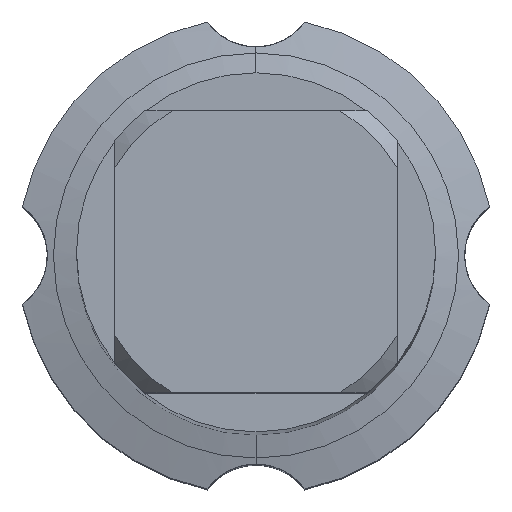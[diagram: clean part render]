
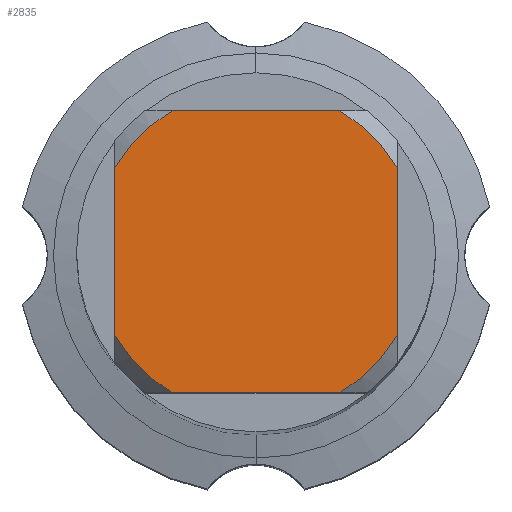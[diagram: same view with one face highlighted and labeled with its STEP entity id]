
A CAD part, top view. The second image highlights one B-rep face of the part: STEP entity #2835.
In plain terms, the highlighted planar face has unit normal (0, 0, 1).
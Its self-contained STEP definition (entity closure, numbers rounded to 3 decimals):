
#2267=EDGE_CURVE('',#3221,#2311,#6422,.T.);
#2311=VERTEX_POINT('',#6469);
#2529=VERTEX_POINT('',#6705);
#2657=VERTEX_POINT('',#6841);
#2835=ADVANCED_FACE('',(#7038),#7039,.T.);
#2877=EDGE_CURVE('',#4631,#2529,#7083,.T.);
#2995=EDGE_CURVE('',#4631,#4827,#7211,.T.);
#3221=VERTEX_POINT('',#7456);
#3537=EDGE_CURVE('',#5493,#2657,#7808,.T.);
#3617=EDGE_CURVE('',#3895,#2311,#7893,.T.);
#3895=VERTEX_POINT('',#8196);
#4259=EDGE_CURVE('',#3895,#2529,#8592,.T.);
#4631=VERTEX_POINT('',#8989);
#4827=VERTEX_POINT('',#9205);
#4931=EDGE_CURVE('',#5493,#4827,#9320,.T.);
#5493=VERTEX_POINT('',#9927);
#6151=EDGE_CURVE('',#3221,#2657,#10638,.T.);
#6422=LINE('',#11011,#11012);
#6469=CARTESIAN_POINT('',(3.273,-5.5,0.0));
#6705=CARTESIAN_POINT('',(5.5,3.273,0.0));
#6841=CARTESIAN_POINT('',(-5.5,-3.273,0.0));
#7038=FACE_OUTER_BOUND('',#12296,.T.);
#7039=PLANE('',#12297);
#7083=CIRCLE('',#12383,6.4);
#7211=LINE('',#12599,#12600);
#7456=CARTESIAN_POINT('',(-3.273,-5.5,0.0));
#7808=LINE('',#13640,#13641);
#7893=CIRCLE('',#13826,6.4);
#8196=CARTESIAN_POINT('',(5.5,-3.273,0.0));
#8592=LINE('',#15226,#15227);
#8989=CARTESIAN_POINT('',(3.273,5.5,0.0));
#9205=CARTESIAN_POINT('',(-3.273,5.5,0.0));
#9320=CIRCLE('',#16450,6.4);
#9927=CARTESIAN_POINT('',(-5.5,3.273,0.0));
#10638=CIRCLE('',#19018,6.4);
#11011=CARTESIAN_POINT('',(0.0,-5.5,0.0));
#11012=VECTOR('',#19331,1.0);
#12296=EDGE_LOOP('',(#19924,#19925,#19926,#19927,#19928,#19929,#19930,#19931));
#12297=AXIS2_PLACEMENT_3D('',#19932,#19933,#19934);
#12383=AXIS2_PLACEMENT_3D('',#19955,#19956,#19957);
#12599=CARTESIAN_POINT('',(0.0,5.5,0.0));
#12600=VECTOR('',#20074,1.0);
#13640=CARTESIAN_POINT('',(-5.5,1.6,0.0));
#13641=VECTOR('',#20983,1.0);
#13826=AXIS2_PLACEMENT_3D('',#21046,#21047,#21048);
#15226=CARTESIAN_POINT('',(5.5,1.6,0.0));
#15227=VECTOR('',#21889,1.0);
#16450=AXIS2_PLACEMENT_3D('',#22725,#22726,#22727);
#19018=AXIS2_PLACEMENT_3D('',#23929,#23930,#23931);
#19331=DIRECTION('',(1.0,0.0,0.0));
#19924=ORIENTED_EDGE('',*,*,#3537,.T.);
#19925=ORIENTED_EDGE('',*,*,#6151,.F.);
#19926=ORIENTED_EDGE('',*,*,#2267,.T.);
#19927=ORIENTED_EDGE('',*,*,#3617,.F.);
#19928=ORIENTED_EDGE('',*,*,#4259,.T.);
#19929=ORIENTED_EDGE('',*,*,#2877,.F.);
#19930=ORIENTED_EDGE('',*,*,#2995,.T.);
#19931=ORIENTED_EDGE('',*,*,#4931,.F.);
#19932=CARTESIAN_POINT('',(0.0,3.2,0.0));
#19933=DIRECTION('',(-0.0,0.0,1.0));
#19934=DIRECTION('',(0.0,-1.0,0.0));
#19955=CARTESIAN_POINT('',(0.0,0.0,0.0));
#19956=DIRECTION('',(0.0,0.0,-1.0));
#19957=DIRECTION('',(0.0,1.0,0.0));
#20074=DIRECTION('',(-1.0,0.0,0.0));
#20983=DIRECTION('',(-0.0,-1.0,0.0));
#21046=CARTESIAN_POINT('',(0.0,0.0,0.0));
#21047=DIRECTION('',(0.0,0.0,-1.0));
#21048=DIRECTION('',(0.0,1.0,0.0));
#21889=DIRECTION('',(-0.0,1.0,0.0));
#22725=CARTESIAN_POINT('',(0.0,0.0,0.0));
#22726=DIRECTION('',(0.0,0.0,-1.0));
#22727=DIRECTION('',(0.0,1.0,0.0));
#23929=CARTESIAN_POINT('',(0.0,0.0,0.0));
#23930=DIRECTION('',(0.0,0.0,-1.0));
#23931=DIRECTION('',(0.0,1.0,0.0));
